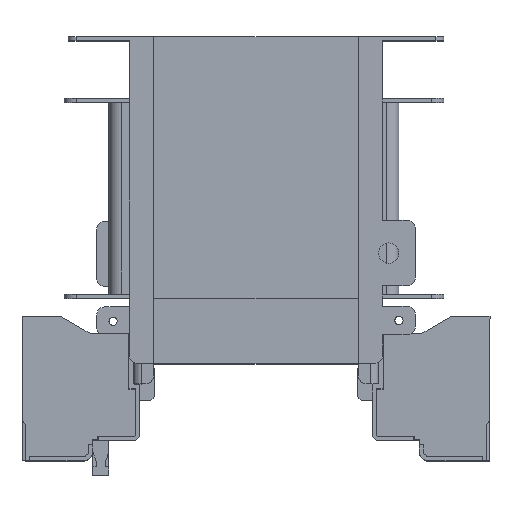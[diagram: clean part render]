
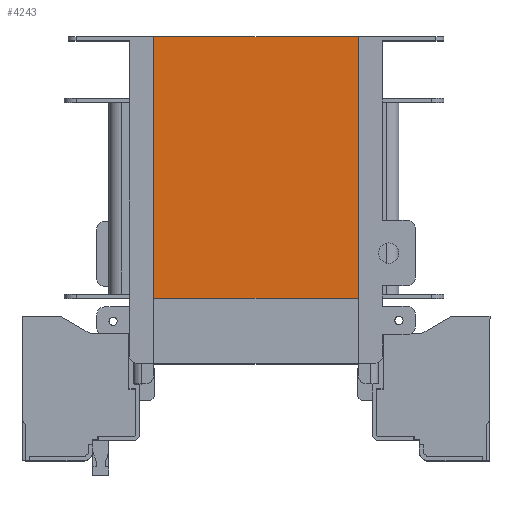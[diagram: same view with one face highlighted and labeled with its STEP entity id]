
A CAD part, top view. The second image highlights one B-rep face of the part: STEP entity #4243.
In plain terms, the highlighted face is planar.
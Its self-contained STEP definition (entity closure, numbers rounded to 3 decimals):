
#1821 = EDGE_LOOP ( 'NONE', ( #15238, #3901, #22518, #14893 ) ) ;
#3594 = CARTESIAN_POINT ( 'NONE',  ( 0., 0., 50. ) ) ;
#3698 = DIRECTION ( 'NONE',  ( 0., -1., 0. ) ) ;
#3901 = ORIENTED_EDGE ( 'NONE', *, *, #32357, .F. ) ;
#4233 = DIRECTION ( 'NONE',  ( 0., -1., 0. ) ) ;
#4243 = ADVANCED_FACE ( 'NONE', ( #12091 ), #20717, .F. ) ;
#4813 = CARTESIAN_POINT ( 'NONE',  ( 0., -64., 50. ) ) ;
#4948 = DIRECTION ( 'NONE',  ( 0., 0., -1. ) ) ;
#6648 = VECTOR ( 'NONE', #4233, 1000. ) ;
#7910 = CARTESIAN_POINT ( 'NONE',  ( 0., -64., 50. ) ) ;
#8004 = EDGE_CURVE ( 'NONE', #26621, #18819, #30521, .T. ) ;
#8359 = CARTESIAN_POINT ( 'NONE',  ( 0., 0., 50. ) ) ;
#8933 = DIRECTION ( 'NONE',  ( 1., 0., 0. ) ) ;
#10107 = EDGE_CURVE ( 'NONE', #26621, #35650, #24708, .T. ) ;
#10322 = LINE ( 'NONE', #4813, #33960 ) ;
#11097 = CARTESIAN_POINT ( 'NONE',  ( 0., 0., 0. ) ) ;
#12091 = FACE_OUTER_BOUND ( 'NONE', #1821, .T. ) ;
#12392 = CARTESIAN_POINT ( 'NONE',  ( 0., 0., 0. ) ) ;
#14893 = ORIENTED_EDGE ( 'NONE', *, *, #8004, .T. ) ;
#15238 = ORIENTED_EDGE ( 'NONE', *, *, #22385, .T. ) ;
#17789 = DIRECTION ( 'NONE',  ( 0., 1., 0. ) ) ;
#18819 = VERTEX_POINT ( 'NONE', #12392 ) ;
#19703 = CARTESIAN_POINT ( 'NONE',  ( 0., -64., 0. ) ) ;
#20717 = PLANE ( 'NONE',  #32339 ) ;
#20974 = VECTOR ( 'NONE', #4948, 1000. ) ;
#22385 = EDGE_CURVE ( 'NONE', #18819, #36954, #31338, .T. ) ;
#22518 = ORIENTED_EDGE ( 'NONE', *, *, #10107, .F. ) ;
#24230 = VECTOR ( 'NONE', #3698, 1000. ) ;
#24708 = LINE ( 'NONE', #33567, #24230 ) ;
#26621 = VERTEX_POINT ( 'NONE', #30635 ) ;
#28018 = DIRECTION ( 'NONE',  ( 0., 0., -1. ) ) ;
#30521 = LINE ( 'NONE', #3594, #20974 ) ;
#30635 = CARTESIAN_POINT ( 'NONE',  ( 0., 0., 50. ) ) ;
#31338 = LINE ( 'NONE', #11097, #6648 ) ;
#32339 = AXIS2_PLACEMENT_3D ( 'NONE', #8359, #8933, #17789 ) ;
#32357 = EDGE_CURVE ( 'NONE', #35650, #36954, #10322, .T. ) ;
#33567 = CARTESIAN_POINT ( 'NONE',  ( 0., 0., 50. ) ) ;
#33960 = VECTOR ( 'NONE', #28018, 1000. ) ;
#35650 = VERTEX_POINT ( 'NONE', #7910 ) ;
#36954 = VERTEX_POINT ( 'NONE', #19703 ) ;
